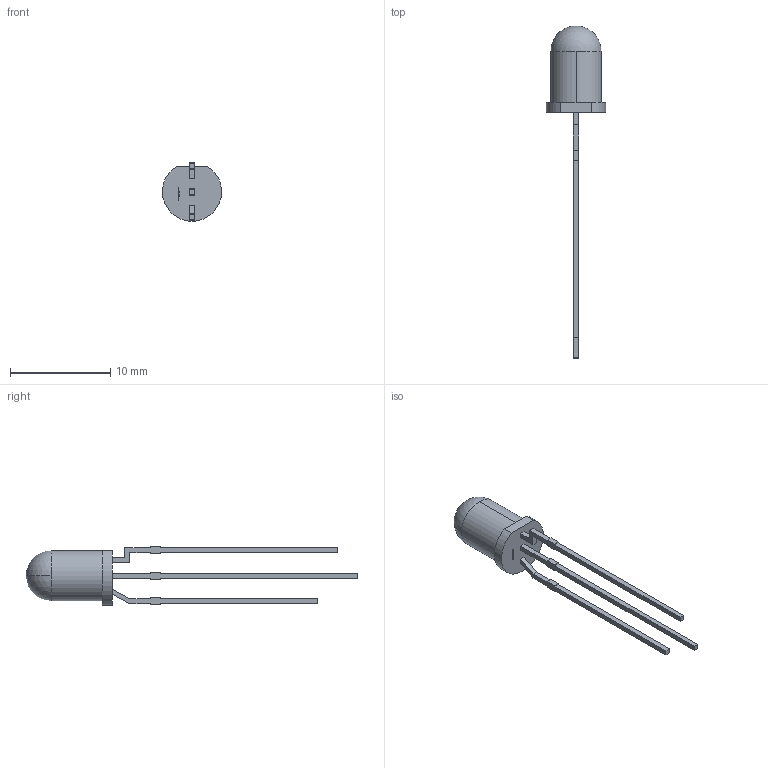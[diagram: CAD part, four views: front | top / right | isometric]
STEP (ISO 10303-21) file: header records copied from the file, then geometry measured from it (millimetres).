
FILE_DESCRIPTION (( 'STEP AP214' ), '1' );
FILE_NAME ('XLxx59.STEP', '2015-09-01T18:20:17', ( '' ), ( '' ), 'SwSTEP 2.0', 'SolidWorks 2012', '' );
FILE_SCHEMA (( 'AUTOMOTIVE_DESIGN' ));
Length unit declared in the file: millimetre
Products named in the file (1): XLxx59
Bounding box: 5.9 x 33.1 x 5.84 mm (x, y, z)
Volume: 176.7 mm3; surface area: 310 mm2
Topology: 1 solids, 1 shells, 221 faces, 601 edges, 399 vertices
Faces by surface type: plane 158, bspline 57, cylinder 4, sphere 2
Entity records: 12020 total; most frequent: CARTESIAN_POINT 4357, ORIENTED_EDGE 1198, DIRECTION 827, EDGE_CURVE 599, VECTOR 473, LINE 473, VERTEX_POINT 399, EDGE_LOOP 240
